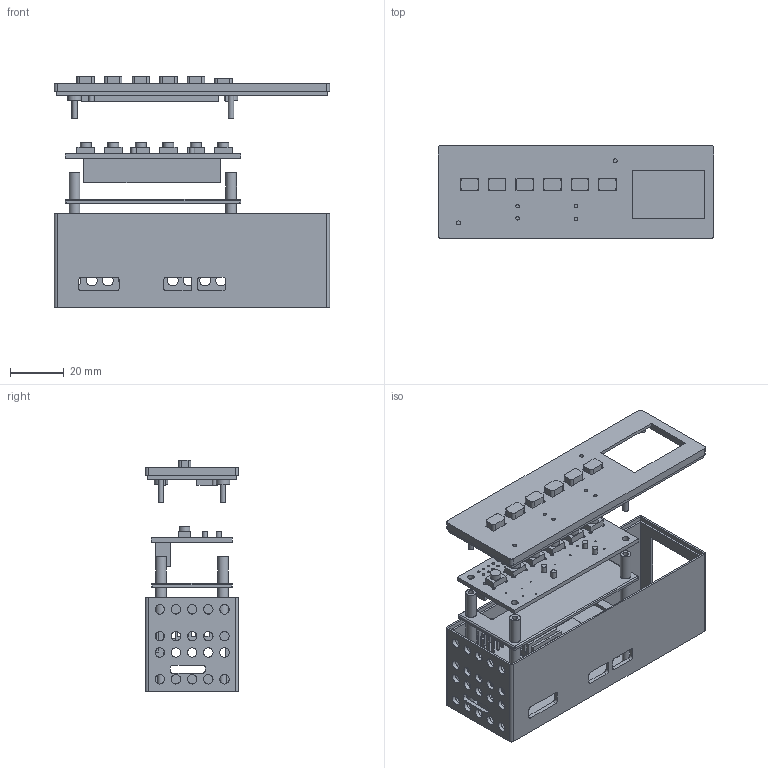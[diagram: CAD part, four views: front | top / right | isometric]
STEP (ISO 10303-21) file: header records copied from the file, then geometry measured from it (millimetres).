
FILE_DESCRIPTION(/* description */ ('STEP AP242','CAx-IF Rec.Pracs.---Representation and Presentation of Product Manufacturing Information (PMI)---4.0---2014-10-13','CAx-IF Rec.Pracs.---3D Tessellated Geometry---0.4---2014-09-14','2;1','CAx-IF Rec.Pracs.---User Defined Attributes---1.5---2016-08-15'),/* implementation_level */ '2;1');
FILE_NAME(/* name */ '6919a845e58c1d4c760c6df7',/* time_stamp */ '2025-11-16T10:32:39Z',/* author */ (''),/* organization */ (''),/* preprocessor_version */ 'ST-DEVELOPER v20',/* originating_system */ 'ONSHAPE BY PTC INC, 1.206',/* authorisation */ ' ');
FILE_SCHEMA (('AP242_MANAGED_MODEL_BASED_3D_ENGINEERING_MIM_LF { 1 0 10303 442 1 1 4 }'));
Length unit declared in the file: metre
Products named in the file (10): Assembly-open; Part 1; Part 2; Board~dfs5
Assembly tree (20 placements, depth 2):
  Assembly-open
    Part 1  x6
    Part 1
    Part 2  x4
    Part 1  x4
    Part 1
    Part 1
    Part 1
    Part 1
    Board~dfs5
Bounding box: 102 x 34.5 x 85.65 mm (x, y, z)
Volume: 35586.7 mm3; surface area: 55294.3 mm2
Topology: 20 solids, 20 shells, 1243 faces, 4117 edges, 2720 vertices
Faces by surface type: plane 740, cylinder 487, torus 10, sphere 6
Full cylindrical faces by diameter (mm): 0.4 x1, 0.5 x5, 0.7 x4, 0.99 x4, 1 x44, 1.3 x4, 1.5 x2, 1.7 x4, 1.99 x2, 2 x11, 2.499 x4, 2.5 x20, 3 x2, 3.5 x24, 4 x34, 5 x2
Entity records: 43206 total; most frequent: ORIENTED_EDGE 6858, CARTESIAN_POINT 6841, DIRECTION 6372, EDGE_CURVE 3429, LINE 2564, VECTOR 2564, VERTEX_POINT 2373, AXIS2_PLACEMENT_3D 1904
